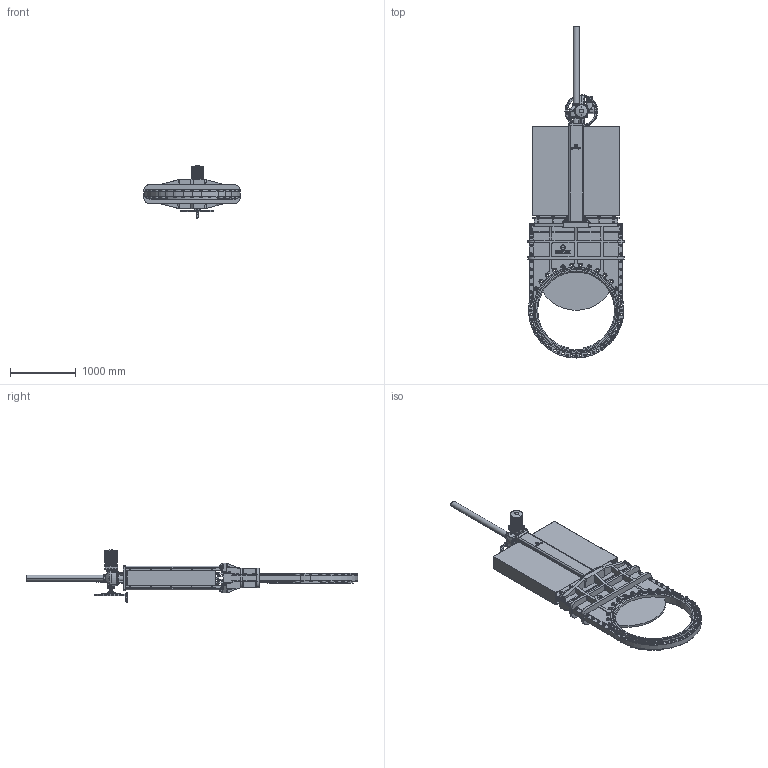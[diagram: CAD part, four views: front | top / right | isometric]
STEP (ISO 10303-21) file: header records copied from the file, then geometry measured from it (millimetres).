
FILE_DESCRIPTION (( 'STEP AP214' ), '1' );
FILE_NAME ('EB DN1200_CAST IRON_ELECTRIC ACTUATOR.STEP', '2012-04-25T10:58:53', ( 'Usuario' ), ( '' ), 'SwSTEP 2.0', 'SolidWorks 2011', '' );
FILE_SCHEMA (( 'AUTOMOTIVE_DESIGN' ));
Length unit declared in the file: millimetre
Products named in the file (1): EB DN1200_CAST IRON_ELECTRIC ACTUATOR
Bounding box: 1470.08 x 5065.5 x 794.5 mm (x, y, z)
Surface area: 22148205.3 mm2 (no closed solid volume)
Topology: 0 solids, 348 shells, 2714 faces, 11297 edges, 8400 vertices
Faces by surface type: plane 1144, cylinder 670, bspline 480, cone 256, torus 130, sphere 34
Entity records: 258440 total; most frequent: CARTESIAN_POINT 143690, DIRECTION 16423, ORIENTED_EDGE 15687, EDGE_CURVE 11280, VERTEX_POINT 8400, AXIS2_PLACEMENT_3D 6087, VECTOR 4249, LINE 4249
